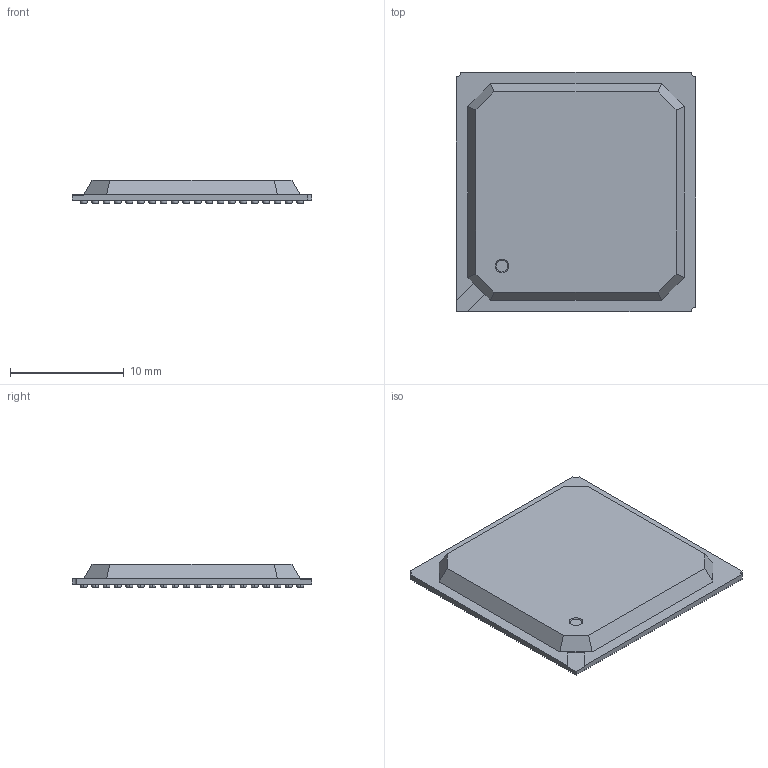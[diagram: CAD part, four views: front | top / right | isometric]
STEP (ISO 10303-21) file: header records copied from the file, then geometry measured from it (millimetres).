
FILE_DESCRIPTION (( 'STEP AP214' ), '1' );
FILE_NAME ('PBGA400C100P20X20Wzz.STEP', '2019-03-17T20:23:58', ( '' ), ( '' ), 'SwSTEP 2.0', 'SolidWorks 2017', '' );
FILE_SCHEMA (( 'AUTOMOTIVE_DESIGN' ));
Length unit declared in the file: millimetre
Products named in the file (1): PBGA400C100P20X20Wzz
Bounding box: 21 x 21 x 2.05 mm (x, y, z)
Volume: 659 mm3; surface area: 1187.9 mm2
Topology: 1 solids, 1 shells, 1225 faces, 2464 edges, 1642 vertices
Faces by surface type: torus 800, plane 420, cylinder 3, cone 2
Entity records: 47028 total; most frequent: DIRECTION 7326, CARTESIAN_POINT 5332, ORIENTED_EDGE 4928, AXIS2_PLACEMENT_3D 3636, EDGE_CURVE 2464, CIRCLE 2410, VERTEX_POINT 1642, EDGE_LOOP 1626
